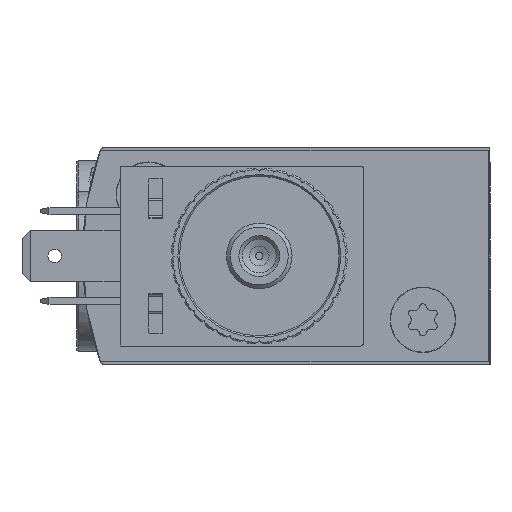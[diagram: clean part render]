
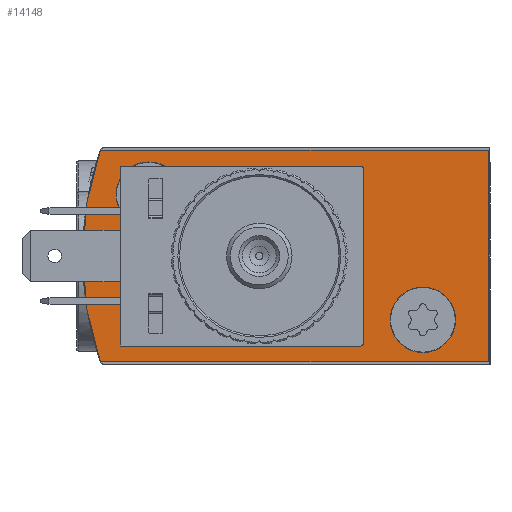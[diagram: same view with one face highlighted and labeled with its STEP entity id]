
A CAD part, left-side view. The second image highlights one B-rep face of the part: STEP entity #14148.
In plain terms, the highlighted planar face has unit normal (-1, 0, 0).
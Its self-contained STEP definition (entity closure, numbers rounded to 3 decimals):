
#1159=LINE('',#24208,#2398);
#1162=LINE('',#24214,#2401);
#1173=LINE('',#24263,#2412);
#2398=VECTOR('',#19820,1000.);
#2401=VECTOR('',#19825,1000.);
#2412=VECTOR('',#19872,1000.);
#4785=ORIENTED_EDGE('',*,*,#7994,.F.);
#4786=ORIENTED_EDGE('',*,*,#7995,.T.);
#4787=ORIENTED_EDGE('',*,*,#7996,.T.);
#4788=ORIENTED_EDGE('',*,*,#7953,.F.);
#4789=ORIENTED_EDGE('',*,*,#7887,.F.);
#4790=ORIENTED_EDGE('',*,*,#7990,.F.);
#4791=ORIENTED_EDGE('',*,*,#7987,.F.);
#4792=ORIENTED_EDGE('',*,*,#7959,.F.);
#4793=ORIENTED_EDGE('',*,*,#7956,.F.);
#7887=EDGE_CURVE('',#9663,#9664,#10734,.T.);
#7953=EDGE_CURVE('',#9664,#9723,#10771,.T.);
#7956=EDGE_CURVE('',#9723,#9725,#1159,.T.);
#7959=EDGE_CURVE('',#9725,#9727,#1162,.T.);
#7987=EDGE_CURVE('',#9727,#9747,#1173,.T.);
#7990=EDGE_CURVE('',#9747,#9663,#10790,.T.);
#7994=EDGE_CURVE('',#9751,#9751,#10794,.F.);
#7995=EDGE_CURVE('',#9752,#9752,#10795,.T.);
#7996=EDGE_CURVE('',#9753,#9753,#10796,.T.);
#9663=VERTEX_POINT('',#24065);
#9664=VERTEX_POINT('',#24066);
#9723=VERTEX_POINT('',#24203);
#9725=VERTEX_POINT('',#24209);
#9727=VERTEX_POINT('',#24215);
#9747=VERTEX_POINT('',#24264);
#9751=VERTEX_POINT('',#24278);
#9752=VERTEX_POINT('',#24280);
#9753=VERTEX_POINT('',#24282);
#10734=CIRCLE('',#17043,39.5);
#10771=CIRCLE('',#17092,0.2);
#10790=CIRCLE('',#17115,0.2);
#10794=CIRCLE('',#17121,5.);
#10795=CIRCLE('',#17122,4.);
#10796=CIRCLE('',#17123,4.);
#11600=EDGE_LOOP('',(#4785));
#11601=EDGE_LOOP('',(#4786));
#11602=EDGE_LOOP('',(#4787));
#11603=EDGE_LOOP('',(#4788,#4789,#4790,#4791,#4792,#4793));
#12694=FACE_BOUND('',#11600,.T.);
#12695=FACE_BOUND('',#11601,.T.);
#12696=FACE_BOUND('',#11602,.T.);
#12697=FACE_BOUND('',#11603,.T.);
#13555=PLANE('',#17120);
#14148=ADVANCED_FACE('',(#12694,#12695,#12696,#12697),#13555,.F.);
#17043=AXIS2_PLACEMENT_3D('',#24064,#19686,#19687);
#17092=AXIS2_PLACEMENT_3D('',#24202,#19813,#19814);
#17115=AXIS2_PLACEMENT_3D('',#24269,#19877,#19878);
#17120=AXIS2_PLACEMENT_3D('',#24276,#19887,#19888);
#17121=AXIS2_PLACEMENT_3D('',#24277,#19889,#19890);
#17122=AXIS2_PLACEMENT_3D('',#24279,#19891,#19892);
#17123=AXIS2_PLACEMENT_3D('',#24281,#19893,#19894);
#19686=DIRECTION('',(1.,0.,0.));
#19687=DIRECTION('',(0.,0.,-1.));
#19813=DIRECTION('',(1.,0.,0.));
#19814=DIRECTION('',(0.,0.,-1.));
#19820=DIRECTION('',(0.,-1.,0.));
#19825=DIRECTION('',(0.,0.,-1.));
#19872=DIRECTION('',(0.,1.,0.));
#19877=DIRECTION('',(1.,0.,0.));
#19878=DIRECTION('',(0.,0.,-1.));
#19887=DIRECTION('',(1.,0.,0.));
#19888=DIRECTION('',(0.,0.,-1.));
#19889=DIRECTION('',(1.,0.,0.));
#19890=DIRECTION('',(0.,0.,-1.));
#19891=DIRECTION('',(1.,0.,0.));
#19892=DIRECTION('',(0.,0.,-1.));
#19893=DIRECTION('',(1.,0.,0.));
#19894=DIRECTION('',(0.,0.,-1.));
#24064=CARTESIAN_POINT('',(0.,10.3,0.));
#24065=CARTESIAN_POINT('',(0.,47.663,-12.815));
#24066=CARTESIAN_POINT('',(0.,47.663,12.815));
#24202=CARTESIAN_POINT('',(0.,47.474,12.75));
#24203=CARTESIAN_POINT('',(0.,47.474,12.95));
#24208=CARTESIAN_POINT('',(0.,47.474,12.95));
#24209=CARTESIAN_POINT('',(0.,0.2,12.95));
#24214=CARTESIAN_POINT('',(0.,0.2,12.95));
#24215=CARTESIAN_POINT('',(0.,0.2,-12.95));
#24263=CARTESIAN_POINT('',(0.,0.2,-12.95));
#24264=CARTESIAN_POINT('',(0.,47.474,-12.95));
#24269=CARTESIAN_POINT('',(0.,47.474,-12.75));
#24276=CARTESIAN_POINT('',(0.,47.474,12.75));
#24277=CARTESIAN_POINT('',(0.,28.2,0.));
#24278=CARTESIAN_POINT('',(0.,28.2,-5.));
#24279=CARTESIAN_POINT('',(0.,41.7,7.5));
#24280=CARTESIAN_POINT('',(0.,41.7,3.5));
#24281=CARTESIAN_POINT('',(0.,8.2,-7.8));
#24282=CARTESIAN_POINT('',(0.,8.2,-11.8));
